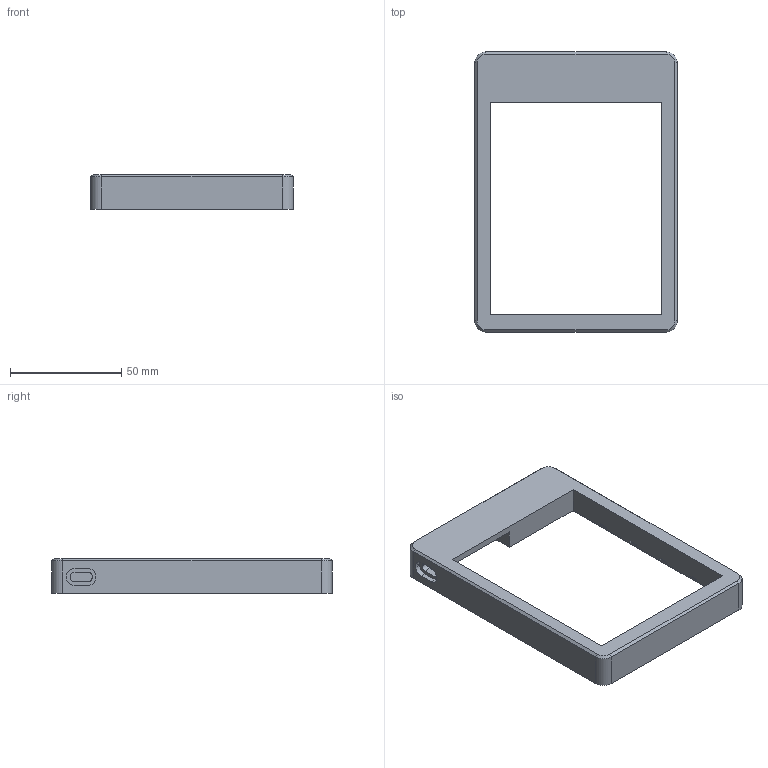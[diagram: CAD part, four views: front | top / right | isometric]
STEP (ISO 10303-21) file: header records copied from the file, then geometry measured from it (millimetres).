
FILE_DESCRIPTION(/* description */ (''),/* implementation_level */ '2;1');
FILE_NAME(/* name */ 'case_top.step',/* time_stamp */ '2025-08-28T00:15:51+09:00',/* author */ (''),/* organization */ (''),/* preprocessor_version */ 'ST-DEVELOPER v20.1',/* originating_system */ 'Autodesk Translation Framework v14.10.0.0',/* authorisation */ '');
FILE_SCHEMA (('AUTOMOTIVE_DESIGN { 1 0 10303 214 3 1 1 }'));
Length unit declared in the file: millimetre
Products named in the file (1): case_top
Bounding box: 91 x 126 x 15.7 mm (x, y, z)
Volume: 45324.7 mm3; surface area: 21103.9 mm2
Topology: 1 solids, 1 shells, 247 faces, 714 edges, 470 vertices
Faces by surface type: cylinder 169, plane 59, bspline 10, cone 9
Full cylindrical faces by diameter (mm): 1.623 x24, 1.875 x7, 2.074 x16, 2.38 x4
Entity records: 17332 total; most frequent: CARTESIAN_POINT 11452, ORIENTED_EDGE 1418, DIRECTION 909, EDGE_CURVE 709, VERTEX_POINT 470, B_SPLINE_CURVE_WITH_KNOTS 334, LINE 317, VECTOR 317
